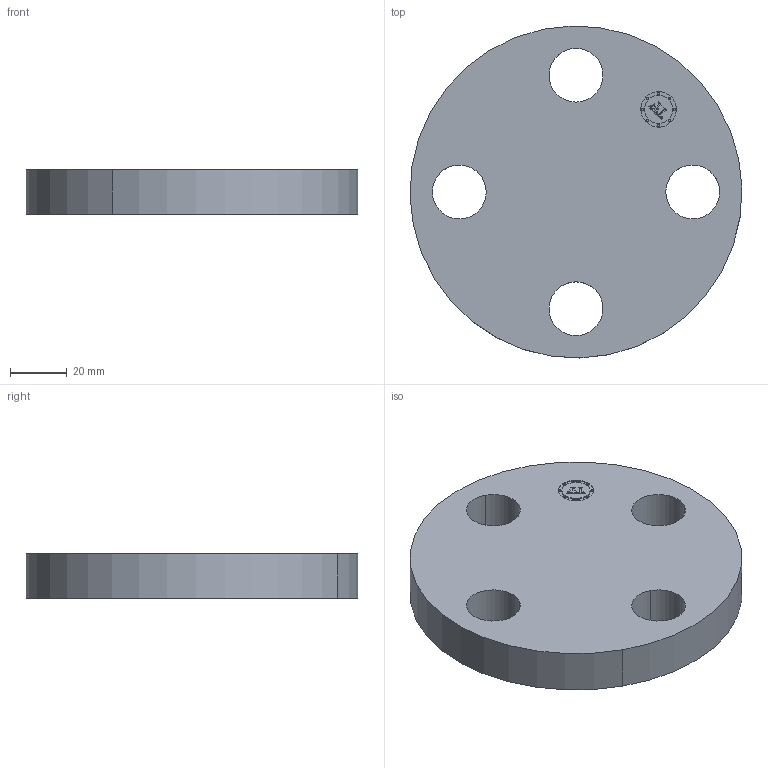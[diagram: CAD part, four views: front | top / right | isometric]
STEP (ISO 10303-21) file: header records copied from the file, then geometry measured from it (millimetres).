
FILE_DESCRIPTION(('3D STEP'),'2;1');
FILE_NAME('0.75-400-BLIND-FF-FLANGE.stp','2013-01-27T11:31:07+00:00',('Texas Flange'),(''),'CATIA Version 5 Release 20 SP 6 (IN-10)','CATIA V5 STEP AP214','800-826-3801');
FILE_SCHEMA(('AUTOMOTIVE_DESIGN { 1 0 10303 214 1 1 1 1 }'));
Length unit declared in the file: inch
Products named in the file (1): 0.75-400-BLIND-FF-FLANGE
Bounding box: 117.32 x 117.32 x 15.75 mm (x, y, z)
Volume: 152346.8 mm3; surface area: 28986.3 mm2
Topology: 1 solids, 1 shells, 397 faces, 1134 edges, 756 vertices
Faces by surface type: plane 367, cylinder 30
Entity records: 15146 total; most frequent: ORIENTED_EDGE 2268, CARTESIAN_POINT 2249, DIRECTION 1850, EDGE_CURVE 1134, VECTOR 1074, LINE 1074, VERTEX_POINT 756, EDGE_LOOP 422
